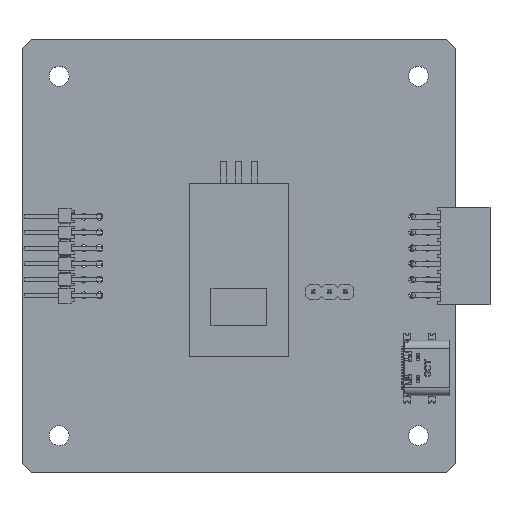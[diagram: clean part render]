
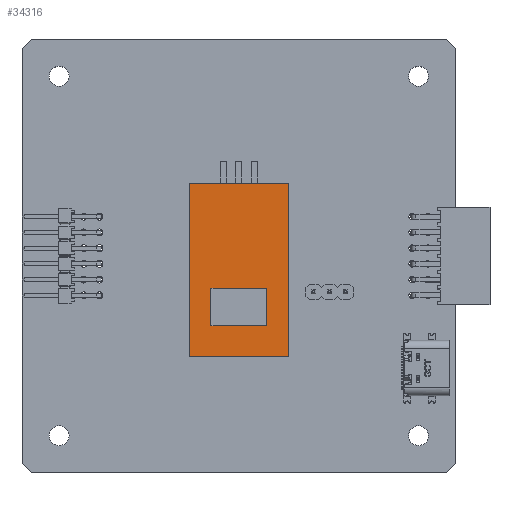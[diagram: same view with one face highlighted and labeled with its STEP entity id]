
A CAD part, top view. The second image highlights one B-rep face of the part: STEP entity #34316.
In plain terms, the highlighted planar face has unit normal (0, 0, 1).
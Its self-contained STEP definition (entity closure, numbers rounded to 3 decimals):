
#1028=FACE_BOUND('',#4451,.T.);
#2673=FACE_OUTER_BOUND('',#4450,.T.);
#4450=EDGE_LOOP('',(#29210,#29211,#29212,#29213));
#4451=EDGE_LOOP('',(#29214,#29215,#29216,#29217));
#8487=LINE('',#54682,#12578);
#8491=LINE('',#54690,#12582);
#8494=LINE('',#54696,#12585);
#8497=LINE('',#54701,#12588);
#8503=LINE('',#54712,#12594);
#8507=LINE('',#54720,#12598);
#8510=LINE('',#54726,#12601);
#8513=LINE('',#54730,#12604);
#12578=VECTOR('',#44689,10.);
#12582=VECTOR('',#44695,10.);
#12585=VECTOR('',#44700,10.);
#12588=VECTOR('',#44705,10.);
#12594=VECTOR('',#44715,10.);
#12598=VECTOR('',#44721,10.);
#12601=VECTOR('',#44726,10.);
#12604=VECTOR('',#44731,10.);
#15622=VERTEX_POINT('',#54680);
#15623=VERTEX_POINT('',#54681);
#15626=VERTEX_POINT('',#54689);
#15628=VERTEX_POINT('',#54695);
#15631=VERTEX_POINT('',#54709);
#15632=VERTEX_POINT('',#54711);
#15635=VERTEX_POINT('',#54719);
#15637=VERTEX_POINT('',#54725);
#20166=EDGE_CURVE('',#15622,#15623,#8487,.T.);
#20170=EDGE_CURVE('',#15626,#15622,#8491,.T.);
#20173=EDGE_CURVE('',#15628,#15626,#8494,.T.);
#20176=EDGE_CURVE('',#15623,#15628,#8497,.T.);
#20182=EDGE_CURVE('',#15632,#15631,#8503,.T.);
#20186=EDGE_CURVE('',#15635,#15632,#8507,.T.);
#20189=EDGE_CURVE('',#15637,#15635,#8510,.T.);
#20192=EDGE_CURVE('',#15631,#15637,#8513,.T.);
#29210=ORIENTED_EDGE('',*,*,#20192,.T.);
#29211=ORIENTED_EDGE('',*,*,#20189,.T.);
#29212=ORIENTED_EDGE('',*,*,#20186,.T.);
#29213=ORIENTED_EDGE('',*,*,#20182,.T.);
#29214=ORIENTED_EDGE('',*,*,#20166,.T.);
#29215=ORIENTED_EDGE('',*,*,#20176,.T.);
#29216=ORIENTED_EDGE('',*,*,#20173,.T.);
#29217=ORIENTED_EDGE('',*,*,#20170,.T.);
#31112=PLANE('',#36567);
#34316=ADVANCED_FACE('',(#2673,#1028),#31112,.T.);
#36567=AXIS2_PLACEMENT_3D('',#54731,#44732,#44733);
#44689=DIRECTION('',(-1.,0.,0.));
#44695=DIRECTION('',(0.,-1.,0.));
#44700=DIRECTION('',(1.,0.,0.));
#44705=DIRECTION('',(0.,1.,0.));
#44715=DIRECTION('',(-1.,0.,0.));
#44721=DIRECTION('',(0.,1.,0.));
#44726=DIRECTION('',(1.,0.,0.));
#44731=DIRECTION('',(0.,-1.,0.));
#44732=DIRECTION('center_axis',(0.,0.,1.));
#44733=DIRECTION('ref_axis',(1.,0.,0.));
#54680=CARTESIAN_POINT('',(12.5,5.,6.));
#54681=CARTESIAN_POINT('',(3.5,5.,6.));
#54682=CARTESIAN_POINT('',(10.25,5.,6.));
#54689=CARTESIAN_POINT('',(12.5,11.,6.));
#54690=CARTESIAN_POINT('',(12.5,12.5,6.));
#54695=CARTESIAN_POINT('',(3.5,11.,6.));
#54696=CARTESIAN_POINT('',(5.75,11.,6.));
#54701=CARTESIAN_POINT('',(3.5,9.5,6.));
#54709=CARTESIAN_POINT('',(0.,28.,6.));
#54711=CARTESIAN_POINT('',(16.,28.,6.));
#54712=CARTESIAN_POINT('',(16.,28.,6.));
#54719=CARTESIAN_POINT('',(16.,0.,6.));
#54720=CARTESIAN_POINT('',(16.,0.,6.));
#54725=CARTESIAN_POINT('',(0.,0.,6.));
#54726=CARTESIAN_POINT('',(0.,0.,6.));
#54730=CARTESIAN_POINT('',(0.,28.,6.));
#54731=CARTESIAN_POINT('Origin',(8.,14.,6.));
